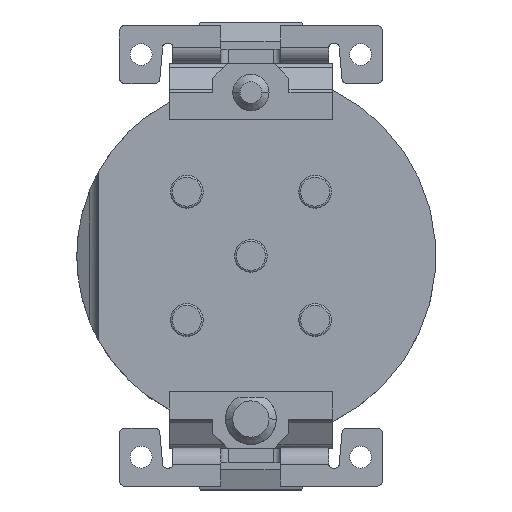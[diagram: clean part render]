
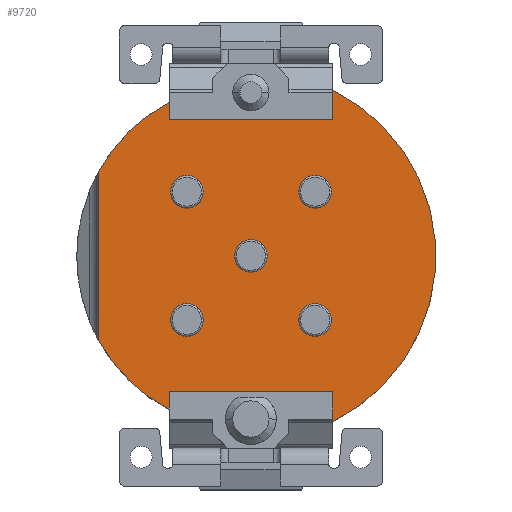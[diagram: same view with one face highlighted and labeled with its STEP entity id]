
A CAD part, top view. The second image highlights one B-rep face of the part: STEP entity #9720.
In plain terms, the highlighted planar face has unit normal (0, 0, 1).
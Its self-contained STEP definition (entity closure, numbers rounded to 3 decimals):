
#13=DIRECTION('',(0.,1.,0.));
#14=VECTOR('',#13,4.648);
#15=CARTESIAN_POINT('',(-4.2,-2.324,-1.2));
#16=LINE('',#15,#14);
#17=DIRECTION('',(0.,-1.,0.));
#18=VECTOR('',#17,0.49);
#19=CARTESIAN_POINT('',(-2.25,4.24,-1.2));
#20=LINE('',#19,#18);
#21=DIRECTION('',(1.,0.,0.));
#22=VECTOR('',#21,4.5);
#23=CARTESIAN_POINT('',(-2.25,3.75,-1.2));
#24=LINE('',#23,#22);
#25=DIRECTION('',(0.,1.,0.));
#26=VECTOR('',#25,0.827);
#27=CARTESIAN_POINT('',(2.25,3.75,-1.2));
#28=LINE('',#27,#26);
#29=DIRECTION('',(0.,1.,0.));
#30=VECTOR('',#29,0.827);
#31=CARTESIAN_POINT('',(2.25,-4.577,-1.2));
#32=LINE('',#31,#30);
#33=DIRECTION('',(-1.,0.,0.));
#34=VECTOR('',#33,4.5);
#35=CARTESIAN_POINT('',(2.25,-3.75,-1.2));
#36=LINE('',#35,#34);
#37=DIRECTION('',(0.,-1.,0.));
#38=VECTOR('',#37,0.49);
#39=CARTESIAN_POINT('',(-2.25,-3.75,-1.2));
#40=LINE('',#39,#38);
#41=CARTESIAN_POINT('',(1.768,-1.768,-1.2));
#42=DIRECTION('',(0.,0.,-1.));
#43=DIRECTION('',(-0.707,-0.707,0.));
#44=AXIS2_PLACEMENT_3D('',#41,#42,#43);
#46=CARTESIAN_POINT('',(1.768,-1.768,-1.2));
#47=DIRECTION('',(0.,0.,-1.));
#48=DIRECTION('',(0.707,0.707,0.));
#49=AXIS2_PLACEMENT_3D('',#46,#47,#48);
#51=CARTESIAN_POINT('',(1.768,1.768,-1.2));
#52=DIRECTION('',(0.,0.,-1.));
#53=DIRECTION('',(-0.707,-0.707,0.));
#54=AXIS2_PLACEMENT_3D('',#51,#52,#53);
#56=CARTESIAN_POINT('',(1.768,1.768,-1.2));
#57=DIRECTION('',(0.,0.,-1.));
#58=DIRECTION('',(0.707,0.707,0.));
#59=AXIS2_PLACEMENT_3D('',#56,#57,#58);
#61=CARTESIAN_POINT('',(-1.768,1.768,-1.2));
#62=DIRECTION('',(0.,0.,-1.));
#63=DIRECTION('',(-0.707,-0.707,0.));
#64=AXIS2_PLACEMENT_3D('',#61,#62,#63);
#66=CARTESIAN_POINT('',(-1.768,1.768,-1.2));
#67=DIRECTION('',(0.,0.,-1.));
#68=DIRECTION('',(0.707,0.707,0.));
#69=AXIS2_PLACEMENT_3D('',#66,#67,#68);
#71=CARTESIAN_POINT('',(-1.768,-1.768,-1.2));
#72=DIRECTION('',(0.,0.,-1.));
#73=DIRECTION('',(-0.707,-0.707,0.));
#74=AXIS2_PLACEMENT_3D('',#71,#72,#73);
#76=CARTESIAN_POINT('',(-1.768,-1.768,-1.2));
#77=DIRECTION('',(0.,0.,-1.));
#78=DIRECTION('',(0.707,0.707,0.));
#79=AXIS2_PLACEMENT_3D('',#76,#77,#78);
#81=CARTESIAN_POINT('',(0.,0.,-1.2));
#82=DIRECTION('',(0.,0.,-1.));
#83=DIRECTION('',(-0.707,-0.707,0.));
#84=AXIS2_PLACEMENT_3D('',#81,#82,#83);
#86=CARTESIAN_POINT('',(0.,0.,-1.2));
#87=DIRECTION('',(0.,0.,-1.));
#88=DIRECTION('',(0.707,0.707,0.));
#89=AXIS2_PLACEMENT_3D('',#86,#87,#88);
#99=CARTESIAN_POINT('',(0.,0.,-1.2));
#100=DIRECTION('',(0.,0.,1.));
#101=DIRECTION('',(-0.875,-0.484,0.));
#102=AXIS2_PLACEMENT_3D('',#99,#100,#101);
#173=CARTESIAN_POINT('',(0.,0.,-1.2));
#174=DIRECTION('',(0.,0.,1.));
#175=DIRECTION('',(-0.469,0.883,0.));
#176=AXIS2_PLACEMENT_3D('',#173,#174,#175);
#380=CARTESIAN_POINT('',(0.,0.,-1.2));
#381=DIRECTION('',(0.,0.,1.));
#382=DIRECTION('',(0.441,-0.897,0.));
#383=AXIS2_PLACEMENT_3D('',#380,#381,#382);
#7730=CARTESIAN_POINT('',(2.25,-3.75,-1.2));
#7731=CARTESIAN_POINT('',(-2.25,-3.75,-1.2));
#7732=VERTEX_POINT('',#7730);
#7733=VERTEX_POINT('',#7731);
#7734=CARTESIAN_POINT('',(-2.25,3.75,-1.2));
#7735=CARTESIAN_POINT('',(2.25,3.75,-1.2));
#7736=VERTEX_POINT('',#7734);
#7737=VERTEX_POINT('',#7735);
#7968=CARTESIAN_POINT('',(-2.25,-4.24,-1.2));
#7970=VERTEX_POINT('',#7968);
#7972=CARTESIAN_POINT('',(-2.25,4.24,-1.2));
#7974=VERTEX_POINT('',#7972);
#8670=CARTESIAN_POINT('',(2.25,-4.577,-1.2));
#8672=VERTEX_POINT('',#8670);
#8675=CARTESIAN_POINT('',(2.25,4.577,-1.2));
#8677=VERTEX_POINT('',#8675);
#8679=CARTESIAN_POINT('',(-4.2,-2.324,-1.2));
#8680=CARTESIAN_POINT('',(-4.2,2.324,-1.2));
#8681=VERTEX_POINT('',#8679);
#8682=VERTEX_POINT('',#8680);
#9579=CARTESIAN_POINT('',(1.485,-2.051,-1.2));
#9580=CARTESIAN_POINT('',(2.051,-1.485,-1.2));
#9581=VERTEX_POINT('',#9579);
#9582=VERTEX_POINT('',#9580);
#9599=CARTESIAN_POINT('',(1.485,1.485,-1.2));
#9600=CARTESIAN_POINT('',(2.051,2.051,-1.2));
#9601=VERTEX_POINT('',#9599);
#9602=VERTEX_POINT('',#9600);
#9619=CARTESIAN_POINT('',(-2.051,1.485,-1.2));
#9620=CARTESIAN_POINT('',(-1.485,2.051,-1.2));
#9621=VERTEX_POINT('',#9619);
#9622=VERTEX_POINT('',#9620);
#9639=CARTESIAN_POINT('',(-2.051,-2.051,-1.2));
#9640=CARTESIAN_POINT('',(-1.485,-1.485,-1.2));
#9641=VERTEX_POINT('',#9639);
#9642=VERTEX_POINT('',#9640);
#9659=CARTESIAN_POINT('',(-0.283,-0.283,-1.2));
#9660=CARTESIAN_POINT('',(0.283,0.283,-1.2));
#9661=VERTEX_POINT('',#9659);
#9662=VERTEX_POINT('',#9660);
#9663=CARTESIAN_POINT('',(0.,0.,-1.2));
#9664=DIRECTION('',(0.,0.,1.));
#9665=DIRECTION('',(0.,1.,0.));
#9666=AXIS2_PLACEMENT_3D('',#9663,#9664,#9665);
#9667=PLANE('',#9666);
#9669=ORIENTED_EDGE('',*,*,#9668,.T.);
#9671=ORIENTED_EDGE('',*,*,#9670,.F.);
#9673=ORIENTED_EDGE('',*,*,#9672,.T.);
#9675=ORIENTED_EDGE('',*,*,#9674,.T.);
#9677=ORIENTED_EDGE('',*,*,#9676,.T.);
#9679=ORIENTED_EDGE('',*,*,#9678,.F.);
#9681=ORIENTED_EDGE('',*,*,#9680,.T.);
#9683=ORIENTED_EDGE('',*,*,#9682,.T.);
#9685=ORIENTED_EDGE('',*,*,#9684,.T.);
#9687=ORIENTED_EDGE('',*,*,#9686,.F.);
#9688=EDGE_LOOP('',(#9669,#9671,#9673,#9675,#9677,#9679,#9681,#9683,#9685,
#9687));
#9689=FACE_OUTER_BOUND('',#9688,.F.);
#9691=ORIENTED_EDGE('',*,*,#9690,.F.);
#9693=ORIENTED_EDGE('',*,*,#9692,.F.);
#9694=EDGE_LOOP('',(#9691,#9693));
#9695=FACE_BOUND('',#9694,.F.);
#9697=ORIENTED_EDGE('',*,*,#9696,.F.);
#9699=ORIENTED_EDGE('',*,*,#9698,.F.);
#9700=EDGE_LOOP('',(#9697,#9699));
#9701=FACE_BOUND('',#9700,.F.);
#9703=ORIENTED_EDGE('',*,*,#9702,.F.);
#9705=ORIENTED_EDGE('',*,*,#9704,.F.);
#9706=EDGE_LOOP('',(#9703,#9705));
#9707=FACE_BOUND('',#9706,.F.);
#9709=ORIENTED_EDGE('',*,*,#9708,.F.);
#9711=ORIENTED_EDGE('',*,*,#9710,.F.);
#9712=EDGE_LOOP('',(#9709,#9711));
#9713=FACE_BOUND('',#9712,.F.);
#9715=ORIENTED_EDGE('',*,*,#9714,.F.);
#9717=ORIENTED_EDGE('',*,*,#9716,.F.);
#9718=EDGE_LOOP('',(#9715,#9717));
#9719=FACE_BOUND('',#9718,.F.);
#45=CIRCLE('',#44,0.4);
#50=CIRCLE('',#49,0.4);
#55=CIRCLE('',#54,0.4);
#60=CIRCLE('',#59,0.4);
#65=CIRCLE('',#64,0.4);
#70=CIRCLE('',#69,0.4);
#75=CIRCLE('',#74,0.4);
#80=CIRCLE('',#79,0.4);
#85=CIRCLE('',#84,0.4);
#90=CIRCLE('',#89,0.4);
#103=CIRCLE('',#102,4.8);
#177=CIRCLE('',#176,4.8);
#384=CIRCLE('',#383,5.1);
#9668=EDGE_CURVE('',#8681,#8682,#16,.T.);
#9670=EDGE_CURVE('',#7974,#8682,#177,.T.);
#9672=EDGE_CURVE('',#7974,#7736,#20,.T.);
#9674=EDGE_CURVE('',#7736,#7737,#24,.T.);
#9676=EDGE_CURVE('',#7737,#8677,#28,.T.);
#9678=EDGE_CURVE('',#8672,#8677,#384,.T.);
#9680=EDGE_CURVE('',#8672,#7732,#32,.T.);
#9682=EDGE_CURVE('',#7732,#7733,#36,.T.);
#9684=EDGE_CURVE('',#7733,#7970,#40,.T.);
#9686=EDGE_CURVE('',#8681,#7970,#103,.T.);
#9690=EDGE_CURVE('',#9581,#9582,#45,.T.);
#9692=EDGE_CURVE('',#9582,#9581,#50,.T.);
#9696=EDGE_CURVE('',#9601,#9602,#55,.T.);
#9698=EDGE_CURVE('',#9602,#9601,#60,.T.);
#9702=EDGE_CURVE('',#9621,#9622,#65,.T.);
#9704=EDGE_CURVE('',#9622,#9621,#70,.T.);
#9708=EDGE_CURVE('',#9641,#9642,#75,.T.);
#9710=EDGE_CURVE('',#9642,#9641,#80,.T.);
#9714=EDGE_CURVE('',#9661,#9662,#85,.T.);
#9716=EDGE_CURVE('',#9662,#9661,#90,.T.);
#9720=ADVANCED_FACE('',(#9689,#9695,#9701,#9707,#9713,#9719),#9667,.T.);
